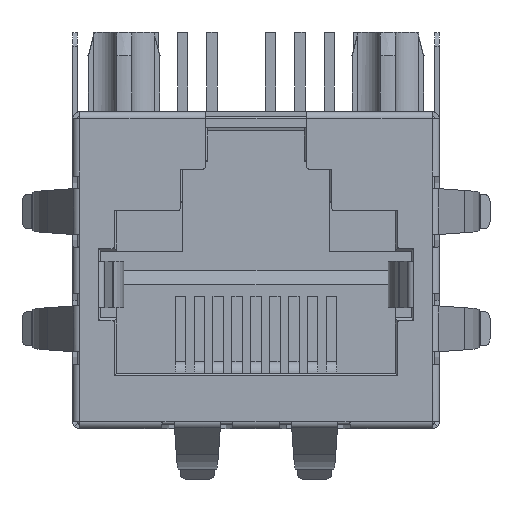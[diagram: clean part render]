
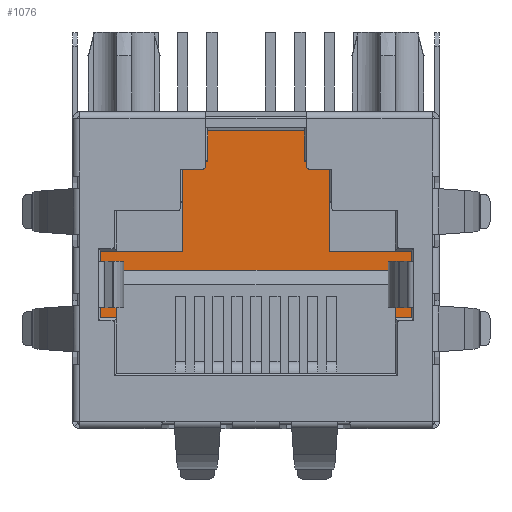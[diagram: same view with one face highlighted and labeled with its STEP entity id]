
A CAD part, front view. The second image highlights one B-rep face of the part: STEP entity #1076.
In plain terms, the highlighted planar face has unit normal (0, -1, 0).
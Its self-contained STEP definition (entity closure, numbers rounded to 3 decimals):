
#1076 = ADVANCED_FACE( '', ( #2753 ), #2754, .T. );
#2753 = FACE_OUTER_BOUND( '', #5167, .T. );
#2754 = PLANE( '', #5168 );
#5167 = EDGE_LOOP( '', ( #8663, #8664, #8665, #8666, #8667, #8668, #8669, #8670, #8671, #8672, #8673, #8674 ) );
#5168 = AXIS2_PLACEMENT_3D( '', #8675, #8676, #8677 );
#8663 = ORIENTED_EDGE( '', *, *, #14512, .T. );
#8664 = ORIENTED_EDGE( '', *, *, #15094, .T. );
#8665 = ORIENTED_EDGE( '', *, *, #15119, .T. );
#8666 = ORIENTED_EDGE( '', *, *, #14669, .T. );
#8667 = ORIENTED_EDGE( '', *, *, #15152, .T. );
#8668 = ORIENTED_EDGE( '', *, *, #15153, .T. );
#8669 = ORIENTED_EDGE( '', *, *, #15154, .T. );
#8670 = ORIENTED_EDGE( '', *, *, #15155, .T. );
#8671 = ORIENTED_EDGE( '', *, *, #15156, .F. );
#8672 = ORIENTED_EDGE( '', *, *, #15157, .F. );
#8673 = ORIENTED_EDGE( '', *, *, #15158, .F. );
#8674 = ORIENTED_EDGE( '', *, *, #15159, .T. );
#8675 = CARTESIAN_POINT( '', ( -6.74, 0.48, -0.62 ) );
#8676 = DIRECTION( '', ( 0., -1., 0. ) );
#8677 = DIRECTION( '', ( 0., 0., -1. ) );
#14512 = EDGE_CURVE( '', #17246, #17254, #17256, .T. );
#14669 = EDGE_CURVE( '', #17537, #17535, #17538, .T. );
#15094 = EDGE_CURVE( '', #17254, #18263, #18265, .T. );
#15119 = EDGE_CURVE( '', #18263, #17537, #18303, .T. );
#15152 = EDGE_CURVE( '', #17535, #18359, #18360, .T. );
#15153 = EDGE_CURVE( '', #18359, #18361, #18362, .T. );
#15154 = EDGE_CURVE( '', #18361, #18363, #18364, .T. );
#15155 = EDGE_CURVE( '', #18363, #18365, #18366, .T. );
#15156 = EDGE_CURVE( '', #18367, #18365, #18368, .T. );
#15157 = EDGE_CURVE( '', #18369, #18367, #18370, .T. );
#15158 = EDGE_CURVE( '', #18371, #18369, #18372, .T. );
#15159 = EDGE_CURVE( '', #18371, #17246, #18373, .T. );
#17246 = VERTEX_POINT( '', #21193 );
#17254 = VERTEX_POINT( '', #21205 );
#17256 = LINE( '', #21208, #21209 );
#17535 = VERTEX_POINT( '', #21627 );
#17537 = VERTEX_POINT( '', #21630 );
#17538 = LINE( '', #21631, #21632 );
#18263 = VERTEX_POINT( '', #22787 );
#18265 = LINE( '', #22790, #22791 );
#18303 = LINE( '', #22860, #22861 );
#18359 = VERTEX_POINT( '', #22968 );
#18360 = LINE( '', #22969, #22970 );
#18361 = VERTEX_POINT( '', #22971 );
#18362 = LINE( '', #22972, #22973 );
#18363 = VERTEX_POINT( '', #22974 );
#18364 = LINE( '', #22975, #22976 );
#18365 = VERTEX_POINT( '', #22977 );
#18366 = LINE( '', #22978, #22979 );
#18367 = VERTEX_POINT( '', #22980 );
#18368 = LINE( '', #22981, #22982 );
#18369 = VERTEX_POINT( '', #22983 );
#18370 = LINE( '', #22984, #22985 );
#18371 = VERTEX_POINT( '', #22986 );
#18372 = LINE( '', #22987, #22988 );
#18373 = LINE( '', #22989, #22990 );
#21193 = CARTESIAN_POINT( '', ( 6.74, 0.48, 0.83 ) );
#21205 = CARTESIAN_POINT( '', ( 3.19, 0.48, 0.83 ) );
#21208 = CARTESIAN_POINT( '', ( 6.74, 0.48, 0.83 ) );
#21209 = VECTOR( '', #27520, 1000. );
#21627 = CARTESIAN_POINT( '', ( -3.19, 0.48, 0.83 ) );
#21630 = CARTESIAN_POINT( '', ( -3.19, 0.48, 6.07 ) );
#21631 = CARTESIAN_POINT( '', ( -3.19, 0.48, 4.72 ) );
#21632 = VECTOR( '', #27663, 1000. );
#22787 = CARTESIAN_POINT( '', ( 3.19, 0.48, 6.07 ) );
#22790 = CARTESIAN_POINT( '', ( 3.19, 0.48, 2.92 ) );
#22791 = VECTOR( '', #28098, 1000. );
#22860 = CARTESIAN_POINT( '', ( 2.09, 0.48, 6.07 ) );
#22861 = VECTOR( '', #28118, 1000. );
#22968 = CARTESIAN_POINT( '', ( -6.74, 0.48, 0.83 ) );
#22969 = CARTESIAN_POINT( '', ( -6.04, 0.48, 0.83 ) );
#22970 = VECTOR( '', #28140, 1000. );
#22971 = CARTESIAN_POINT( '', ( -6.74, 0.48, -2.07 ) );
#22972 = CARTESIAN_POINT( '', ( -6.74, 0.48, 0.83 ) );
#22973 = VECTOR( '', #28141, 1000. );
#22974 = CARTESIAN_POINT( '', ( -6.04, 0.48, -2.07 ) );
#22975 = CARTESIAN_POINT( '', ( -6.74, 0.48, -2.07 ) );
#22976 = VECTOR( '', #28142, 1000. );
#22977 = CARTESIAN_POINT( '', ( -6.04, 0.48, 0. ) );
#22978 = CARTESIAN_POINT( '', ( -6.04, 0.48, -2.07 ) );
#22979 = VECTOR( '', #28143, 1000. );
#22980 = CARTESIAN_POINT( '', ( 6.04, 0.48, 0. ) );
#22981 = CARTESIAN_POINT( '', ( 6.04, 0.48, 0. ) );
#22982 = VECTOR( '', #28144, 1000. );
#22983 = CARTESIAN_POINT( '', ( 6.04, 0.48, -2.07 ) );
#22984 = CARTESIAN_POINT( '', ( 6.04, 0.48, -2.07 ) );
#22985 = VECTOR( '', #28145, 1000. );
#22986 = CARTESIAN_POINT( '', ( 6.74, 0.48, -2.07 ) );
#22987 = CARTESIAN_POINT( '', ( 6.74, 0.48, -2.07 ) );
#22988 = VECTOR( '', #28146, 1000. );
#22989 = CARTESIAN_POINT( '', ( 6.74, 0.48, -0.62 ) );
#22990 = VECTOR( '', #28147, 1000. );
#27520 = DIRECTION( '', ( -1., 0., 0. ) );
#27663 = DIRECTION( '', ( 0., 0., -1. ) );
#28098 = DIRECTION( '', ( 0., 0., 1. ) );
#28118 = DIRECTION( '', ( -1., 0., 0. ) );
#28140 = DIRECTION( '', ( -1., 0., 0. ) );
#28141 = DIRECTION( '', ( 0., 0., -1. ) );
#28142 = DIRECTION( '', ( 1., 0., 0. ) );
#28143 = DIRECTION( '', ( 0., 0., 1. ) );
#28144 = DIRECTION( '', ( -1., 0., 0. ) );
#28145 = DIRECTION( '', ( 0., 0., 1. ) );
#28146 = DIRECTION( '', ( -1., 0., 0. ) );
#28147 = DIRECTION( '', ( 0., 0., 1. ) );
